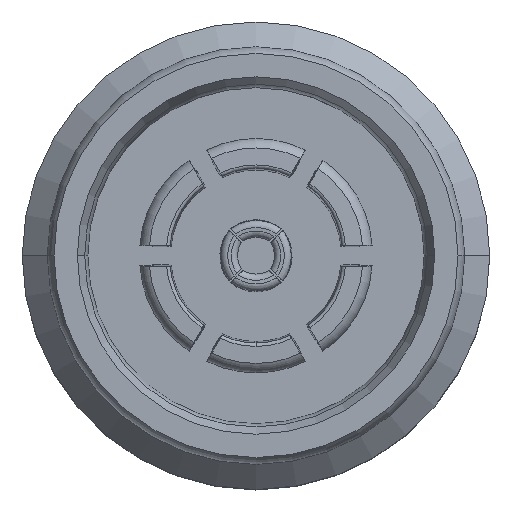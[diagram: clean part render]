
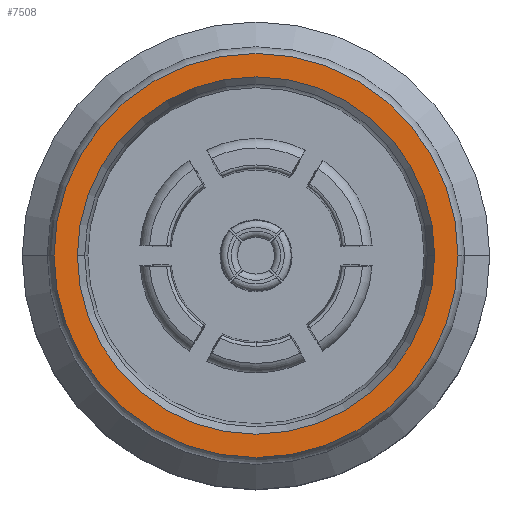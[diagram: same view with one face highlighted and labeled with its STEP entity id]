
A CAD part, top view. The second image highlights one B-rep face of the part: STEP entity #7508.
In plain terms, the highlighted planar face has unit normal (0, 0, 1).
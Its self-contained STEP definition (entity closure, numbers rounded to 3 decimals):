
#101 = VERTEX_POINT ( 'NONE', #1804 ) ;
#184 = CARTESIAN_POINT ( 'NONE',  ( 0., 0., 0. ) ) ;
#213 = EDGE_CURVE ( 'NONE', #4736, #101, #6833, .T. ) ;
#321 = EDGE_LOOP ( 'NONE', ( #2765, #5426 ) ) ;
#410 = DIRECTION ( 'NONE',  ( 1., 0., 0. ) ) ;
#877 = DIRECTION ( 'NONE',  ( 1., 0., 0. ) ) ;
#911 = DIRECTION ( 'NONE',  ( 0., 0., 1. ) ) ;
#1804 = CARTESIAN_POINT ( 'NONE',  ( -5.35, 0., 0. ) ) ;
#2021 = FACE_OUTER_BOUND ( 'NONE', #321, .T. ) ;
#2347 = DIRECTION ( 'NONE',  ( 0., 0., 1. ) ) ;
#2417 = CARTESIAN_POINT ( 'NONE',  ( 6.05, 0., 0. ) ) ;
#2760 = CARTESIAN_POINT ( 'NONE',  ( 5.35, 0., 0. ) ) ;
#2765 = ORIENTED_EDGE ( 'NONE', *, *, #6746, .T. ) ;
#2826 = CIRCLE ( 'NONE', #6541, 6.05 ) ;
#2953 = DIRECTION ( 'NONE',  ( -1., 0., 0. ) ) ;
#3113 = CIRCLE ( 'NONE', #7645, 6.05 ) ;
#3174 = AXIS2_PLACEMENT_3D ( 'NONE', #5517, #4157, #2953 ) ;
#3329 = CARTESIAN_POINT ( 'NONE',  ( 0., 0., 0. ) ) ;
#3604 = EDGE_LOOP ( 'NONE', ( #5443, #7648 ) ) ;
#3764 = EDGE_CURVE ( 'NONE', #6679, #4235, #2826, .T. ) ;
#3815 = AXIS2_PLACEMENT_3D ( 'NONE', #5430, #6134, #410 ) ;
#4098 = FACE_BOUND ( 'NONE', #3604, .T. ) ;
#4157 = DIRECTION ( 'NONE',  ( 0., 0., -1. ) ) ;
#4185 = CARTESIAN_POINT ( 'NONE',  ( -6.05, 0., 0. ) ) ;
#4235 = VERTEX_POINT ( 'NONE', #2417 ) ;
#4736 = VERTEX_POINT ( 'NONE', #2760 ) ;
#4860 = PLANE ( 'NONE',  #3174 ) ;
#5100 = CIRCLE ( 'NONE', #3815, 5.35 ) ;
#5255 = DIRECTION ( 'NONE',  ( 1., 0., 0. ) ) ;
#5426 = ORIENTED_EDGE ( 'NONE', *, *, #3764, .T. ) ;
#5430 = CARTESIAN_POINT ( 'NONE',  ( 0., 0., 0. ) ) ;
#5443 = ORIENTED_EDGE ( 'NONE', *, *, #213, .F. ) ;
#5517 = CARTESIAN_POINT ( 'NONE',  ( 0., 0., 0. ) ) ;
#6134 = DIRECTION ( 'NONE',  ( 0., 0., 1. ) ) ;
#6277 = DIRECTION ( 'NONE',  ( 1., 0., 0. ) ) ;
#6361 = CARTESIAN_POINT ( 'NONE',  ( 0., 0., 0. ) ) ;
#6541 = AXIS2_PLACEMENT_3D ( 'NONE', #184, #911, #5255 ) ;
#6679 = VERTEX_POINT ( 'NONE', #4185 ) ;
#6746 = EDGE_CURVE ( 'NONE', #4235, #6679, #3113, .T. ) ;
#6833 = CIRCLE ( 'NONE', #8091, 5.35 ) ;
#7098 = EDGE_CURVE ( 'NONE', #101, #4736, #5100, .T. ) ;
#7508 = ADVANCED_FACE ( 'NONE', ( #2021, #4098 ), #4860, .F. ) ;
#7645 = AXIS2_PLACEMENT_3D ( 'NONE', #6361, #2347, #6277 ) ;
#7648 = ORIENTED_EDGE ( 'NONE', *, *, #7098, .F. ) ;
#7796 = DIRECTION ( 'NONE',  ( 0., 0., 1. ) ) ;
#8091 = AXIS2_PLACEMENT_3D ( 'NONE', #3329, #7796, #877 ) ;
